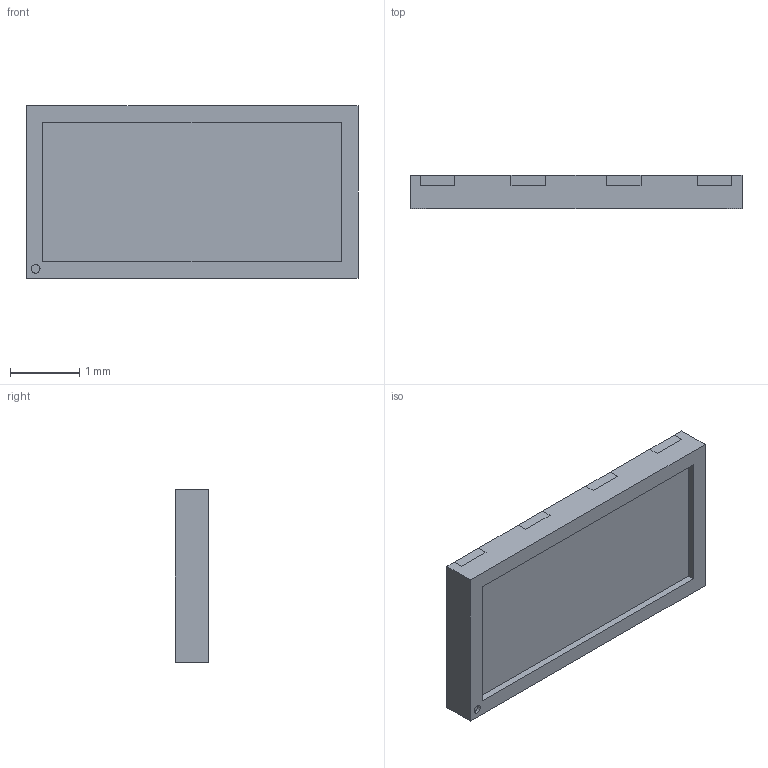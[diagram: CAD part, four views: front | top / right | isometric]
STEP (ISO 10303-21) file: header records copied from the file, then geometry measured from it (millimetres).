
FILE_DESCRIPTION (( 'STEP AP214' ), '1' );
FILE_NAME ('VEMD8080.STEP', '2022-06-14T13:58:39', ( '' ), ( '' ), 'SwSTEP 2.0', 'SolidWorks 2018', '' );
FILE_SCHEMA (( 'AUTOMOTIVE_DESIGN' ));
Length unit declared in the file: millimetre
Products named in the file (1): VEMD8080
Bounding box: 4.8 x 0.48 x 2.5 mm (x, y, z)
Volume: 3.9 mm3; surface area: 39.4 mm2
Topology: 10 solids, 10 shells, 158 faces, 402 edges, 268 vertices
Faces by surface type: plane 110, cylinder 48
Entity records: 6615 total; most frequent: CARTESIAN_POINT 829, DIRECTION 816, ORIENTED_EDGE 804, EDGE_CURVE 402, LINE 306, VECTOR 306, VERTEX_POINT 268, AXIS2_PLACEMENT_3D 255
